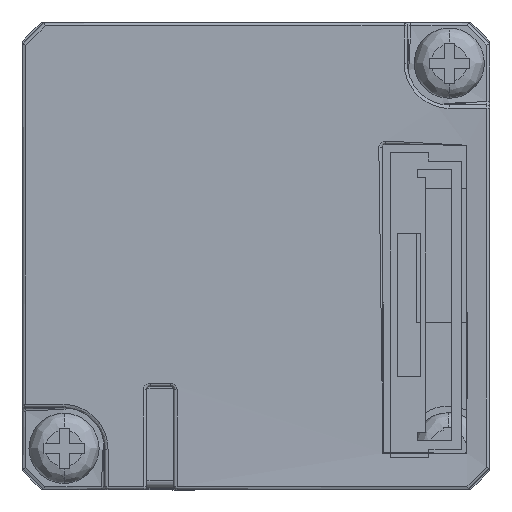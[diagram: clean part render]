
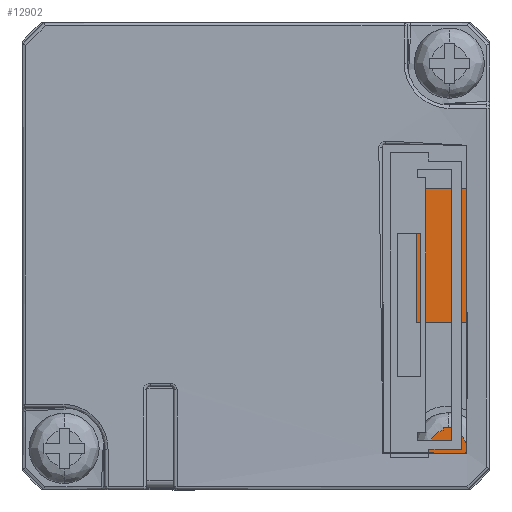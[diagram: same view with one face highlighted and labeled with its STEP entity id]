
A CAD part, front view. The second image highlights one B-rep face of the part: STEP entity #12902.
In plain terms, the highlighted planar face has unit normal (0, -1, 0).
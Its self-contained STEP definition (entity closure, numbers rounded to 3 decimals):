
#41 = AXIS2_PLACEMENT_3D ( 'NONE', #7563, #14692, #10677 ) ;
#326 = VERTEX_POINT ( 'NONE', #11157 ) ;
#774 = DIRECTION ( 'NONE',  ( 0., -1., 0. ) ) ;
#882 = VECTOR ( 'NONE', #7285, 1000. ) ;
#967 = EDGE_CURVE ( 'NONE', #5441, #12490, #8140, .T. ) ;
#2843 = EDGE_LOOP ( 'NONE', ( #4220, #5348, #15688, #13390, #14327, #14988, #13552, #15692 ) ) ;
#2878 = VERTEX_POINT ( 'NONE', #6659 ) ;
#2947 = DIRECTION ( 'NONE',  ( 0.707, 0., 0.707 ) ) ;
#3167 = CARTESIAN_POINT ( 'NONE',  ( 1.289, -31.654, 6.755 ) ) ;
#3279 = VECTOR ( 'NONE', #10686, 1000. ) ;
#3290 = CARTESIAN_POINT ( 'NONE',  ( -12.711, -31.654, 19.6 ) ) ;
#3658 = DIRECTION ( 'NONE',  ( -0.707, 0., -0.707 ) ) ;
#3685 = LINE ( 'NONE', #8203, #3279 ) ;
#3693 = LINE ( 'NONE', #4369, #4296 ) ;
#3719 = CARTESIAN_POINT ( 'NONE',  ( -25.557, -31.654, 33.6 ) ) ;
#3743 = DIRECTION ( 'NONE',  ( 0.707, 0., -0.707 ) ) ;
#3829 = VERTEX_POINT ( 'NONE', #12356 ) ;
#4093 = CARTESIAN_POINT ( 'NONE',  ( 1.289, -31.654, 6.755 ) ) ;
#4220 = ORIENTED_EDGE ( 'NONE', *, *, #10278, .T. ) ;
#4296 = VECTOR ( 'NONE', #2947, 1000. ) ;
#4305 = CARTESIAN_POINT ( 'NONE',  ( -17.37, -31.654, 47.6 ) ) ;
#4369 = CARTESIAN_POINT ( 'NONE',  ( 0.134, -31.654, 5.6 ) ) ;
#4371 = EDGE_CURVE ( 'NONE', #6863, #14903, #6484, .T. ) ;
#4502 = CARTESIAN_POINT ( 'NONE',  ( -12.711, -31.654, 18.1 ) ) ;
#4725 = LINE ( 'NONE', #15092, #11345 ) ;
#4885 = EDGE_CURVE ( 'NONE', #2878, #8708, #3685, .T. ) ;
#5146 = DIRECTION ( 'NONE',  ( -0.707, 0., 0.707 ) ) ;
#5226 = CIRCLE ( 'NONE', #41, 1.5 ) ;
#5295 = AXIS2_PLACEMENT_3D ( 'NONE', #4305, #5467, #11593 ) ;
#5348 = ORIENTED_EDGE ( 'NONE', *, *, #9801, .T. ) ;
#5441 = VERTEX_POINT ( 'NONE', #14845 ) ;
#5467 = DIRECTION ( 'NONE',  ( 0., -1., 0. ) ) ;
#6096 = CARTESIAN_POINT ( 'NONE',  ( -26.711, -31.654, 32.445 ) ) ;
#6296 = CARTESIAN_POINT ( 'NONE',  ( 0.134, -31.654, 33.6 ) ) ;
#6484 = CIRCLE ( 'NONE', #12408, 1.5 ) ;
#6659 = CARTESIAN_POINT ( 'NONE',  ( -25.557, -31.654, 5.6 ) ) ;
#6751 = CARTESIAN_POINT ( 'NONE',  ( -12.711, -31.654, 21.1 ) ) ;
#6863 = VERTEX_POINT ( 'NONE', #6751 ) ;
#7285 = DIRECTION ( 'NONE',  ( 0., 0., -1. ) ) ;
#7563 = CARTESIAN_POINT ( 'NONE',  ( -12.711, -31.654, 19.6 ) ) ;
#7601 = LINE ( 'NONE', #6296, #8573 ) ;
#7984 = EDGE_LOOP ( 'NONE', ( #12325, #15093 ) ) ;
#8117 = EDGE_CURVE ( 'NONE', #8708, #11218, #3693, .T. ) ;
#8140 = LINE ( 'NONE', #6096, #882 ) ;
#8203 = CARTESIAN_POINT ( 'NONE',  ( -25.557, -31.654, 5.6 ) ) ;
#8573 = VECTOR ( 'NONE', #8830, 1000. ) ;
#8708 = VERTEX_POINT ( 'NONE', #13362 ) ;
#8830 = DIRECTION ( 'NONE',  ( -1., 0., 0. ) ) ;
#9015 = CARTESIAN_POINT ( 'NONE',  ( 1.289, -31.654, 32.445 ) ) ;
#9016 = VECTOR ( 'NONE', #14409, 1000. ) ;
#9280 = FACE_BOUND ( 'NONE', #7984, .T. ) ;
#9716 = CARTESIAN_POINT ( 'NONE',  ( -26.711, -31.654, 6.755 ) ) ;
#9801 = EDGE_CURVE ( 'NONE', #326, #5441, #13405, .T. ) ;
#10137 = VECTOR ( 'NONE', #3658, 1000. ) ;
#10278 = EDGE_CURVE ( 'NONE', #3829, #326, #7601, .T. ) ;
#10365 = VERTEX_POINT ( 'NONE', #11188 ) ;
#10404 = PLANE ( 'NONE',  #5295 ) ;
#10677 = DIRECTION ( 'NONE',  ( 0., 0., -1. ) ) ;
#10686 = DIRECTION ( 'NONE',  ( 1., 0., 0. ) ) ;
#10803 = DIRECTION ( 'NONE',  ( 0., 0., -1. ) ) ;
#11157 = CARTESIAN_POINT ( 'NONE',  ( -25.557, -31.654, 33.6 ) ) ;
#11188 = CARTESIAN_POINT ( 'NONE',  ( 1.289, -31.654, 32.445 ) ) ;
#11218 = VERTEX_POINT ( 'NONE', #4093 ) ;
#11345 = VECTOR ( 'NONE', #3743, 1000. ) ;
#11593 = DIRECTION ( 'NONE',  ( 0., 0., -1. ) ) ;
#12201 = EDGE_CURVE ( 'NONE', #14903, #6863, #5226, .T. ) ;
#12299 = LINE ( 'NONE', #3167, #9016 ) ;
#12325 = ORIENTED_EDGE ( 'NONE', *, *, #4371, .F. ) ;
#12356 = CARTESIAN_POINT ( 'NONE',  ( 0.134, -31.654, 33.6 ) ) ;
#12408 = AXIS2_PLACEMENT_3D ( 'NONE', #3290, #774, #10803 ) ;
#12490 = VERTEX_POINT ( 'NONE', #9716 ) ;
#12902 = ADVANCED_FACE ( 'NONE', ( #9280, #15479 ), #10404, .T. ) ;
#13362 = CARTESIAN_POINT ( 'NONE',  ( 0.134, -31.654, 5.6 ) ) ;
#13390 = ORIENTED_EDGE ( 'NONE', *, *, #15034, .T. ) ;
#13405 = LINE ( 'NONE', #3719, #10137 ) ;
#13552 = ORIENTED_EDGE ( 'NONE', *, *, #15354, .T. ) ;
#13996 = VECTOR ( 'NONE', #5146, 1000. ) ;
#14327 = ORIENTED_EDGE ( 'NONE', *, *, #4885, .T. ) ;
#14409 = DIRECTION ( 'NONE',  ( 0., 0., 1. ) ) ;
#14692 = DIRECTION ( 'NONE',  ( 0., -1., 0. ) ) ;
#14845 = CARTESIAN_POINT ( 'NONE',  ( -26.711, -31.654, 32.445 ) ) ;
#14903 = VERTEX_POINT ( 'NONE', #4502 ) ;
#14988 = ORIENTED_EDGE ( 'NONE', *, *, #8117, .T. ) ;
#15034 = EDGE_CURVE ( 'NONE', #12490, #2878, #4725, .T. ) ;
#15092 = CARTESIAN_POINT ( 'NONE',  ( -26.711, -31.654, 6.755 ) ) ;
#15093 = ORIENTED_EDGE ( 'NONE', *, *, #12201, .F. ) ;
#15354 = EDGE_CURVE ( 'NONE', #11218, #10365, #12299, .T. ) ;
#15479 = FACE_OUTER_BOUND ( 'NONE', #2843, .T. ) ;
#15659 = EDGE_CURVE ( 'NONE', #10365, #3829, #16180, .T. ) ;
#15688 = ORIENTED_EDGE ( 'NONE', *, *, #967, .T. ) ;
#15692 = ORIENTED_EDGE ( 'NONE', *, *, #15659, .T. ) ;
#16180 = LINE ( 'NONE', #9015, #13996 ) ;
